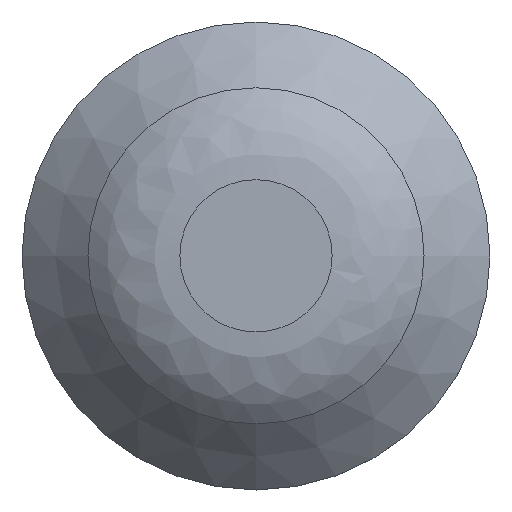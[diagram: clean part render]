
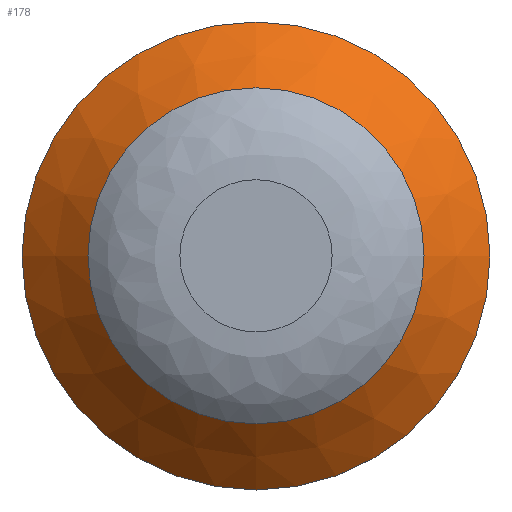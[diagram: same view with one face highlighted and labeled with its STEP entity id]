
A CAD part, top view. The second image highlights one B-rep face of the part: STEP entity #178.
In plain terms, the highlighted conical face has half-angle 45 degrees and reference radius 7 mm.
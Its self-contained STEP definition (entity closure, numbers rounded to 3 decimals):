
#27=LINE('',#314,#42);
#42=VECTOR('',#234,7.);
#57=CONICAL_SURFACE('',#207,7.,0.785);
#59=FACE_OUTER_BOUND('',#71,.T.);
#71=EDGE_LOOP('',(#135,#136,#137,#138,#139));
#84=CIRCLE('',#203,6.464);
#87=CIRCLE('',#206,6.464);
#88=CIRCLE('',#208,9.);
#92=VERTEX_POINT('',#305);
#93=VERTEX_POINT('',#306);
#95=VERTEX_POINT('',#313);
#107=EDGE_CURVE('',#92,#93,#84,.T.);
#110=EDGE_CURVE('',#93,#92,#87,.T.);
#111=EDGE_CURVE('',#92,#95,#27,.T.);
#112=EDGE_CURVE('',#95,#95,#88,.T.);
#135=ORIENTED_EDGE('',*,*,#107,.F.);
#136=ORIENTED_EDGE('',*,*,#111,.T.);
#137=ORIENTED_EDGE('',*,*,#112,.T.);
#138=ORIENTED_EDGE('',*,*,#111,.F.);
#139=ORIENTED_EDGE('',*,*,#110,.F.);
#178=ADVANCED_FACE('',(#59),#57,.T.);
#203=AXIS2_PLACEMENT_3D('',#307,#224,#225);
#206=AXIS2_PLACEMENT_3D('',#311,#230,#231);
#207=AXIS2_PLACEMENT_3D('',#312,#232,#233);
#208=AXIS2_PLACEMENT_3D('',#315,#235,#236);
#224=DIRECTION('center_axis',(0.,0.,1.));
#225=DIRECTION('ref_axis',(1.,0.,0.));
#230=DIRECTION('center_axis',(0.,0.,1.));
#231=DIRECTION('ref_axis',(1.,0.,0.));
#232=DIRECTION('center_axis',(0.,0.,-1.));
#233=DIRECTION('ref_axis',(1.,0.,0.));
#234=DIRECTION('',(-0.707,0.,-0.707));
#235=DIRECTION('center_axis',(0.,0.,1.));
#236=DIRECTION('ref_axis',(1.,0.,0.));
#305=CARTESIAN_POINT('',(-6.464,-25.,12.036));
#306=CARTESIAN_POINT('',(6.464,-25.,12.036));
#307=CARTESIAN_POINT('Origin',(0.,-25.,12.036));
#311=CARTESIAN_POINT('Origin',(0.,-25.,12.036));
#312=CARTESIAN_POINT('Origin',(0.,-25.,11.5));
#313=CARTESIAN_POINT('',(-9.,-25.,9.5));
#314=CARTESIAN_POINT('',(-7.,-25.,11.5));
#315=CARTESIAN_POINT('Origin',(0.,-25.,9.5));
